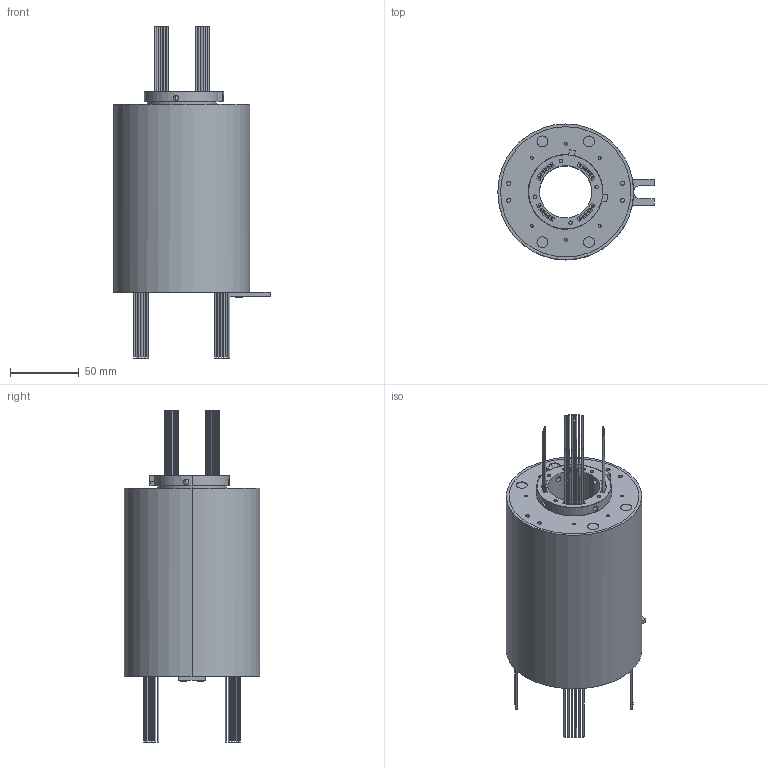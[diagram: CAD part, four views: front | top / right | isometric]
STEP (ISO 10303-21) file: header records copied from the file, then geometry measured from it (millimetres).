
FILE_DESCRIPTION (( 'STEP AP214' ), '1' );
FILE_NAME ('538-0024-F Rev 2.STEP', '2017-08-30T23:05:44', ( '' ), ( '' ), 'SwSTEP 2.0', 'SolidWorks 2016', '' );
FILE_SCHEMA (( 'AUTOMOTIVE_DESIGN' ));
Length unit declared in the file: millimetre
Products named in the file (1): 538-0024-F Rev 2
Bounding box: 114 x 99 x 242.1 mm (x, y, z)
Volume: 911639.4 mm3; surface area: 172335.6 mm2
Topology: 2 solids, 4 shells, 398 faces, 891 edges, 592 vertices
Faces by surface type: cylinder 249, plane 149
Entity records: 16470 total; most frequent: CARTESIAN_POINT 2714, DIRECTION 2133, ORIENTED_EDGE 1782, EDGE_CURVE 891, AXIS2_PLACEMENT_3D 873, VERTEX_POINT 592, EDGE_LOOP 511, CIRCLE 474
